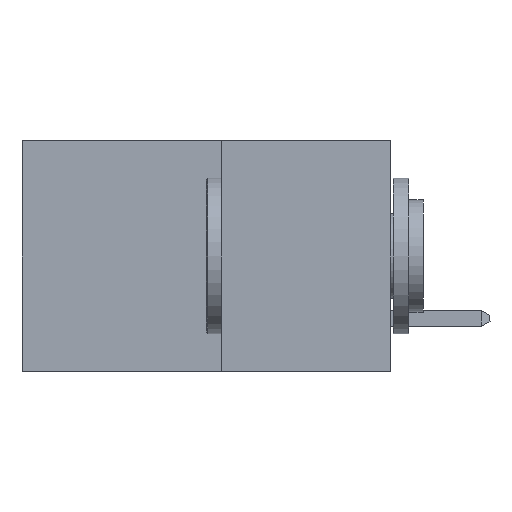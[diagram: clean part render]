
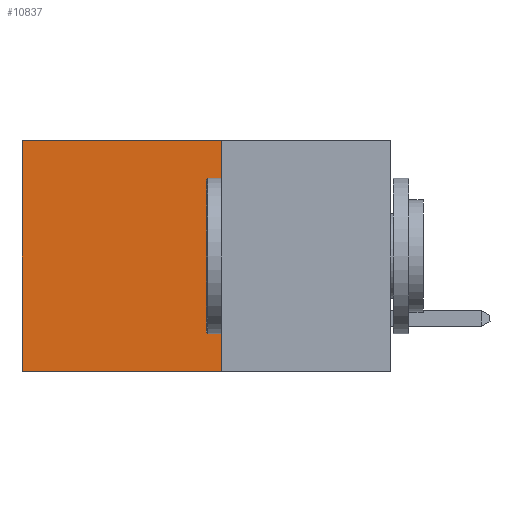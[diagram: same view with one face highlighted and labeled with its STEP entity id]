
A CAD part, left-side view. The second image highlights one B-rep face of the part: STEP entity #10837.
In plain terms, the highlighted planar face has unit normal (-1, 0, 0).
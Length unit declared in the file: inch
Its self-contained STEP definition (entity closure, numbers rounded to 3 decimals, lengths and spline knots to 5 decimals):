
#99 = DIRECTION ( 'NONE',  ( 1., 0., 0. ) ) ;
#453 = VERTEX_POINT ( 'NONE', #1510 ) ;
#831 = CARTESIAN_POINT ( 'NONE',  ( 0.277, 0.59, -0.37 ) ) ;
#1263 = CARTESIAN_POINT ( 'NONE',  ( 0.277, 0.59, 0. ) ) ;
#1510 = CARTESIAN_POINT ( 'NONE',  ( 0.277, 0.27, 0. ) ) ;
#2177 = DIRECTION ( 'NONE',  ( 0., 1., 0. ) ) ;
#2295 = VECTOR ( 'NONE', #2177, 39.37008 ) ;
#3497 = EDGE_CURVE ( 'NONE', #453, #10313, #4885, .T. ) ;
#4026 = LINE ( 'NONE', #5182, #6563 ) ;
#4036 = CARTESIAN_POINT ( 'NONE',  ( 0.277, 0.59, -0.37 ) ) ;
#4141 = DIRECTION ( 'NONE',  ( 0., 0., -1. ) ) ;
#4156 = ORIENTED_EDGE ( 'NONE', *, *, #9876, .F. ) ;
#4885 = LINE ( 'NONE', #11268, #2295 ) ;
#4985 = CARTESIAN_POINT ( 'NONE',  ( 0.277, 0.27, -0.37 ) ) ;
#5182 = CARTESIAN_POINT ( 'NONE',  ( 0.277, 0.27, -0.37 ) ) ;
#5538 = LINE ( 'NONE', #831, #10209 ) ;
#6023 = VERTEX_POINT ( 'NONE', #7563 ) ;
#6563 = VECTOR ( 'NONE', #7109, 39.37008 ) ;
#6884 = DIRECTION ( 'NONE',  ( 0., 0., -1. ) ) ;
#6953 = CARTESIAN_POINT ( 'NONE',  ( 0.277, 0.27, -0.37 ) ) ;
#7109 = DIRECTION ( 'NONE',  ( 0., 1., 0. ) ) ;
#7335 = EDGE_CURVE ( 'NONE', #10313, #9729, #5538, .T. ) ;
#7563 = CARTESIAN_POINT ( 'NONE',  ( 0.277, 0.27, -0.37 ) ) ;
#7565 = FACE_OUTER_BOUND ( 'NONE', #10843, .T. ) ;
#8619 = ORIENTED_EDGE ( 'NONE', *, *, #12133, .F. ) ;
#8625 = AXIS2_PLACEMENT_3D ( 'NONE', #4985, #99, #6884 ) ;
#9415 = DIRECTION ( 'NONE',  ( 0., 0., -1. ) ) ;
#9729 = VERTEX_POINT ( 'NONE', #4036 ) ;
#9876 = EDGE_CURVE ( 'NONE', #6023, #9729, #4026, .T. ) ;
#10138 = ORIENTED_EDGE ( 'NONE', *, *, #3497, .T. ) ;
#10162 = LINE ( 'NONE', #6953, #12255 ) ;
#10209 = VECTOR ( 'NONE', #9415, 39.37008 ) ;
#10313 = VERTEX_POINT ( 'NONE', #1263 ) ;
#10837 = ADVANCED_FACE ( 'NONE', ( #7565 ), #11478, .F. ) ;
#10843 = EDGE_LOOP ( 'NONE', ( #11866, #4156, #8619, #10138 ) ) ;
#11268 = CARTESIAN_POINT ( 'NONE',  ( 0.277, 0.27, 0. ) ) ;
#11478 = PLANE ( 'NONE',  #8625 ) ;
#11866 = ORIENTED_EDGE ( 'NONE', *, *, #7335, .T. ) ;
#12133 = EDGE_CURVE ( 'NONE', #453, #6023, #10162, .T. ) ;
#12255 = VECTOR ( 'NONE', #4141, 39.37008 ) ;
